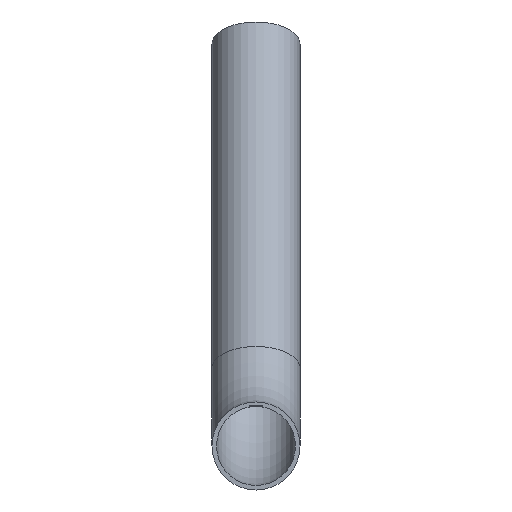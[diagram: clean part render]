
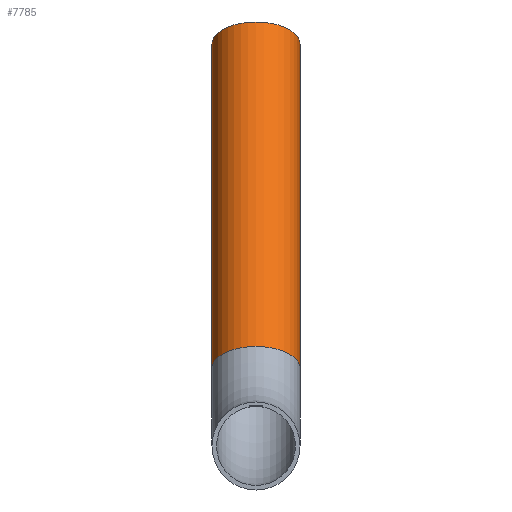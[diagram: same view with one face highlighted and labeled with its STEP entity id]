
A CAD part, front view. The second image highlights one B-rep face of the part: STEP entity #7785.
In plain terms, the highlighted cylindrical face has radius 24.15 mm (diameter 48.3 mm), a full revolution.
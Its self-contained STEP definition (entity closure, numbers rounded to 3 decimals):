
#75 = ORIENTED_EDGE ( 'NONE', *, *, #2859, .T. ) ;
#136 = DIRECTION ( 'NONE',  ( 0., 0.5, 0.866 ) ) ;
#759 = VERTEX_POINT ( 'NONE', #8807 ) ;
#2055 = AXIS2_PLACEMENT_3D ( 'NONE', #9052, #2847, #11140 ) ;
#2847 = DIRECTION ( 'NONE',  ( 0., 0.5, 0.866 ) ) ;
#2859 = EDGE_CURVE ( 'NONE', #759, #759, #10328, .T. ) ;
#3156 = CYLINDRICAL_SURFACE ( 'NONE', #5818, 24.15 ) ;
#3656 = VERTEX_POINT ( 'NONE', #5684 ) ;
#4907 = DIRECTION ( 'NONE',  ( 0., 0.5, 0.866 ) ) ;
#5392 = EDGE_LOOP ( 'NONE', ( #75 ) ) ;
#5684 = CARTESIAN_POINT ( 'NONE',  ( 0., 360.939, 232.538 ) ) ;
#5818 = AXIS2_PLACEMENT_3D ( 'NONE', #11440, #136, #12695 ) ;
#7203 = AXIS2_PLACEMENT_3D ( 'NONE', #10865, #4907, #8972 ) ;
#7785 = ADVANCED_FACE ( 'NONE', ( #8018, #11536 ), #3156, .T. ) ;
#8018 = FACE_OUTER_BOUND ( 'NONE', #5392, .T. ) ;
#8807 = CARTESIAN_POINT ( 'NONE',  ( 0., 258.192, 54.575 ) ) ;
#8972 = DIRECTION ( 'NONE',  ( 0., -0.866, 0.5 ) ) ;
#9052 = CARTESIAN_POINT ( 'NONE',  ( 0., 381.853, 220.463 ) ) ;
#9124 = ORIENTED_EDGE ( 'NONE', *, *, #10688, .F. ) ;
#10026 = CIRCLE ( 'NONE', #2055, 24.15 ) ;
#10328 = CIRCLE ( 'NONE', #7203, 24.15 ) ;
#10688 = EDGE_CURVE ( 'NONE', #3656, #3656, #10026, .T. ) ;
#10865 = CARTESIAN_POINT ( 'NONE',  ( 0., 279.106, 42.5 ) ) ;
#11140 = DIRECTION ( 'NONE',  ( 0., -0.866, 0.5 ) ) ;
#11440 = CARTESIAN_POINT ( 'NONE',  ( 0., 279.106, 42.5 ) ) ;
#11536 = FACE_OUTER_BOUND ( 'NONE', #12646, .T. ) ;
#12646 = EDGE_LOOP ( 'NONE', ( #9124 ) ) ;
#12695 = DIRECTION ( 'NONE',  ( 0., -0.866, 0.5 ) ) ;
